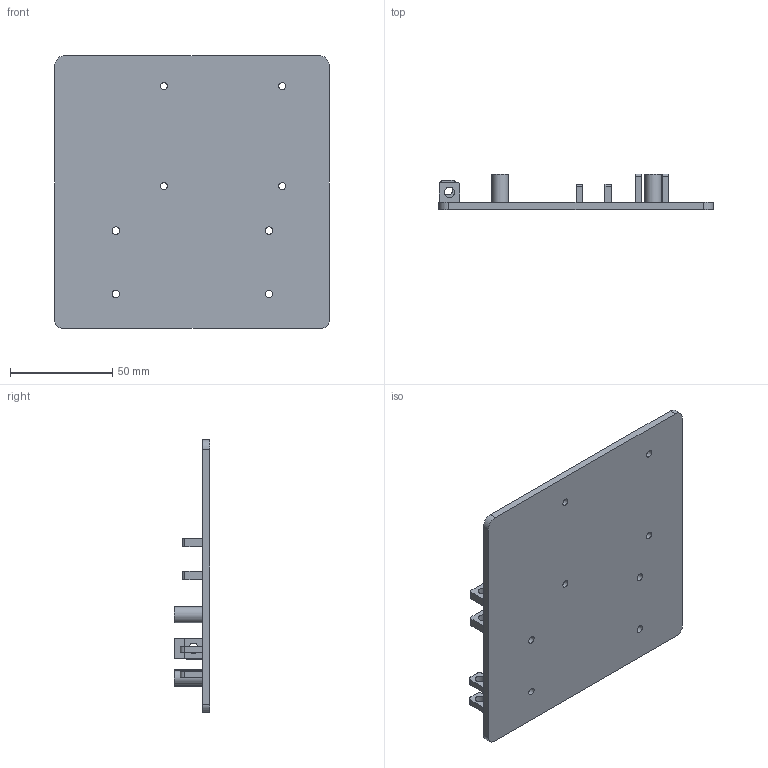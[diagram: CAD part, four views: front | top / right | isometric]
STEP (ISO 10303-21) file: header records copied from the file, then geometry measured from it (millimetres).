
FILE_DESCRIPTION(/* description */ (''),/* implementation_level */ '2;1');
FILE_NAME(/* name */ 'jig.step',/* time_stamp */ '2022-12-13T08:35:48+02:00',/* author */ (''),/* organization */ (''),/* preprocessor_version */ 'ST-DEVELOPER v19.2',/* originating_system */ 'Autodesk Translation Framework v11.17.0.187',/* authorisation */ '');
FILE_SCHEMA (('AUTOMOTIVE_DESIGN { 1 0 10303 214 3 1 1 }'));
Length unit declared in the file: millimetre
Products named in the file (1): FusionComponent
Bounding box: 134.43 x 17.5 x 133.65 mm (x, y, z)
Volume: 66069 mm3; surface area: 41974.6 mm2
Topology: 1 solids, 1 shells, 264 faces, 702 edges, 468 vertices
Faces by surface type: plane 120, bspline 105, cylinder 39
Full cylindrical faces by diameter (mm): 3.5 x4, 3.7 x4, 5 x8, 7 x1, 8 x2
Entity records: 9240 total; most frequent: CARTESIAN_POINT 3220, ORIENTED_EDGE 1404, DIRECTION 890, EDGE_CURVE 702, VERTEX_POINT 468, LINE 414, VECTOR 414, EDGE_LOOP 324
